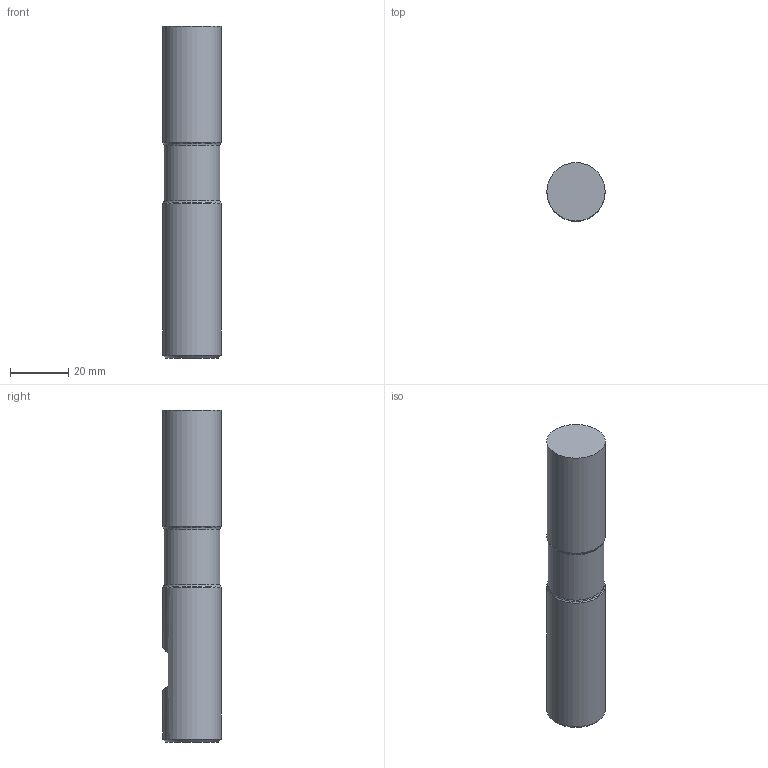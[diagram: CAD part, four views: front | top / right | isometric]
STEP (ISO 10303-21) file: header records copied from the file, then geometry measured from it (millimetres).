
FILE_DESCRIPTION(/* description */ (''),/* implementation_level */ '2;1');
FILE_NAME(/* name */ 'm266_20220519_053128_tb_1.stp',/* time_stamp */ '2022-05-19T05:32:49+02:00',/* author */ (''),/* organization */ ('SMS'),/* preprocessor_version */ 'ST-DEVELOPER v16.7',/* originating_system */ 'SIEMENS PLM Software NX 12.0',/* authorisation */ '');
FILE_SCHEMA (('AUTOMOTIVE_DESIGN { 1 0 10303 214 3 1 1 1 }'));
Length unit declared in the file: millimetre
Products named in the file (1): M266_20220519_053128_TB_1
Bounding box: 20 x 20 x 114 mm (x, y, z)
Volume: 35110.8 mm3; surface area: 7716.3 mm2
Topology: 1 solids, 1 shells, 13 faces, 54 edges, 73 vertices
Faces by surface type: plane 5, cylinder 3, cone 3, torus 2
Full cylindrical faces by diameter (mm): 19.2 x1, 20 x2
Entity records: 561 total; most frequent: DIRECTION 82, CARTESIAN_POINT 71, LINE 32, VECTOR 32, ORIENTED_EDGE 30, STYLED_ITEM 30, PRESENTATION_STYLE_ASSIGNMENT 30, CURVE_STYLE 28
